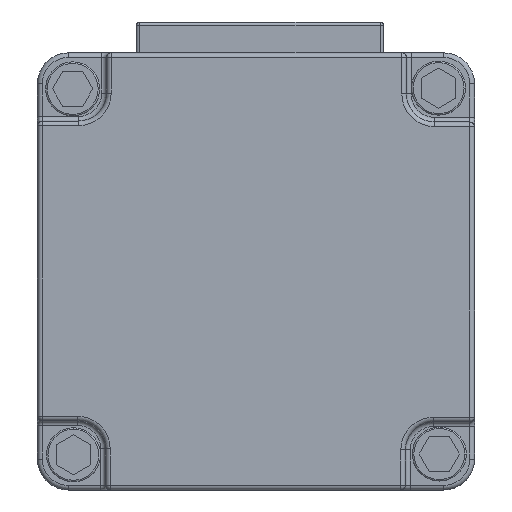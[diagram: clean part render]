
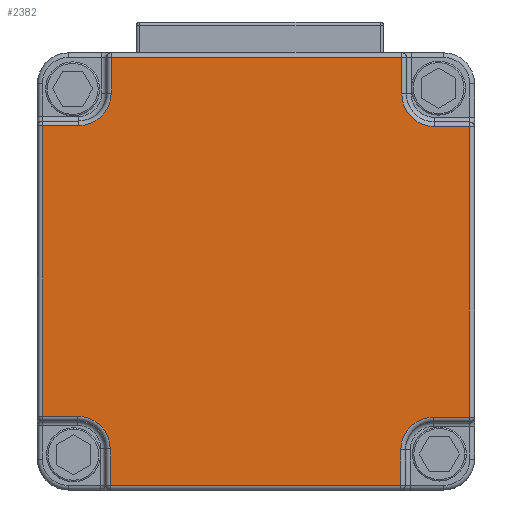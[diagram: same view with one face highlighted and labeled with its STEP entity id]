
A CAD part, left-side view. The second image highlights one B-rep face of the part: STEP entity #2382.
In plain terms, the highlighted planar face has unit normal (-1, 0, 0).
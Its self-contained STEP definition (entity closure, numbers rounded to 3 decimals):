
#1=DIRECTION('',(0.,-1.,0.));
#2=VECTOR('',#1,18.82);
#3=CARTESIAN_POINT('',(0.,9.44,-13.85));
#4=LINE('',#3,#2);
#5=DIRECTION('',(0.,0.,-1.));
#6=VECTOR('',#5,2.36);
#7=CARTESIAN_POINT('',(0.,9.44,-11.49));
#8=LINE('',#7,#6);
#9=CARTESIAN_POINT('',(0.,11.55,-11.49));
#10=DIRECTION('',(1.,0.,0.));
#11=DIRECTION('',(0.,0.,1.));
#12=AXIS2_PLACEMENT_3D('',#9,#10,#11);
#14=DIRECTION('',(0.,-1.,0.));
#15=VECTOR('',#14,2.3);
#16=CARTESIAN_POINT('',(0.,13.85,-9.38));
#17=LINE('',#16,#15);
#18=DIRECTION('',(0.,0.,-1.));
#19=VECTOR('',#18,18.82);
#20=CARTESIAN_POINT('',(0.,13.85,9.44));
#21=LINE('',#20,#19);
#22=DIRECTION('',(0.,1.,0.));
#23=VECTOR('',#22,2.36);
#24=CARTESIAN_POINT('',(0.,11.49,9.44));
#25=LINE('',#24,#23);
#26=CARTESIAN_POINT('',(0.,11.49,11.55));
#27=DIRECTION('',(1.,0.,0.));
#28=DIRECTION('',(0.,-1.,0.));
#29=AXIS2_PLACEMENT_3D('',#26,#27,#28);
#31=DIRECTION('',(0.,0.,-1.));
#32=VECTOR('',#31,2.3);
#33=CARTESIAN_POINT('',(0.,9.38,13.85));
#34=LINE('',#33,#32);
#35=DIRECTION('',(0.,1.,0.));
#36=VECTOR('',#35,18.82);
#37=CARTESIAN_POINT('',(0.,-9.44,13.85));
#38=LINE('',#37,#36);
#39=DIRECTION('',(0.,0.,1.));
#40=VECTOR('',#39,2.36);
#41=CARTESIAN_POINT('',(0.,-9.44,11.49));
#42=LINE('',#41,#40);
#43=CARTESIAN_POINT('',(0.,-11.55,11.49));
#44=DIRECTION('',(1.,0.,0.));
#45=DIRECTION('',(0.,0.,-1.));
#46=AXIS2_PLACEMENT_3D('',#43,#44,#45);
#48=DIRECTION('',(0.,1.,0.));
#49=VECTOR('',#48,2.3);
#50=CARTESIAN_POINT('',(0.,-13.85,9.38));
#51=LINE('',#50,#49);
#52=DIRECTION('',(0.,0.,1.));
#53=VECTOR('',#52,18.82);
#54=CARTESIAN_POINT('',(0.,-13.85,-9.44));
#55=LINE('',#54,#53);
#56=DIRECTION('',(0.,-1.,0.));
#57=VECTOR('',#56,2.36);
#58=CARTESIAN_POINT('',(0.,-11.49,-9.44));
#59=LINE('',#58,#57);
#60=CARTESIAN_POINT('',(0.,-11.49,-11.55));
#61=DIRECTION('',(1.,0.,0.));
#62=DIRECTION('',(0.,1.,0.));
#63=AXIS2_PLACEMENT_3D('',#60,#61,#62);
#65=DIRECTION('',(0.,0.,1.));
#66=VECTOR('',#65,2.3);
#67=CARTESIAN_POINT('',(0.,-9.38,-13.85));
#68=LINE('',#67,#66);
#2023=CARTESIAN_POINT('',(0.,9.44,-13.85));
#2024=CARTESIAN_POINT('',(0.,-9.38,-13.85));
#2025=VERTEX_POINT('',#2023);
#2026=VERTEX_POINT('',#2024);
#2031=CARTESIAN_POINT('',(0.,-9.38,-11.55));
#2032=VERTEX_POINT('',#2031);
#2035=CARTESIAN_POINT('',(0.,-11.49,-9.44));
#2036=VERTEX_POINT('',#2035);
#2039=CARTESIAN_POINT('',(0.,-13.85,-9.44));
#2040=VERTEX_POINT('',#2039);
#2045=CARTESIAN_POINT('',(0.,-13.85,9.38));
#2046=VERTEX_POINT('',#2045);
#2051=CARTESIAN_POINT('',(0.,-11.55,9.38));
#2052=VERTEX_POINT('',#2051);
#2055=CARTESIAN_POINT('',(0.,-9.44,11.49));
#2056=VERTEX_POINT('',#2055);
#2059=CARTESIAN_POINT('',(0.,-9.44,13.85));
#2060=VERTEX_POINT('',#2059);
#2065=CARTESIAN_POINT('',(0.,9.38,13.85));
#2066=VERTEX_POINT('',#2065);
#2071=CARTESIAN_POINT('',(0.,9.38,11.55));
#2072=VERTEX_POINT('',#2071);
#2075=CARTESIAN_POINT('',(0.,11.49,9.44));
#2076=VERTEX_POINT('',#2075);
#2079=CARTESIAN_POINT('',(0.,13.85,9.44));
#2080=VERTEX_POINT('',#2079);
#2085=CARTESIAN_POINT('',(0.,13.85,-9.38));
#2086=VERTEX_POINT('',#2085);
#2091=CARTESIAN_POINT('',(0.,11.55,-9.38));
#2092=VERTEX_POINT('',#2091);
#2095=CARTESIAN_POINT('',(0.,9.44,-11.49));
#2096=VERTEX_POINT('',#2095);
#2343=CARTESIAN_POINT('',(0.,0.,0.));
#2344=DIRECTION('',(1.,0.,0.));
#2345=DIRECTION('',(0.,-1.,0.));
#2346=AXIS2_PLACEMENT_3D('',#2343,#2344,#2345);
#2347=PLANE('',#2346);
#2349=ORIENTED_EDGE('',*,*,#2348,.F.);
#2351=ORIENTED_EDGE('',*,*,#2350,.F.);
#2353=ORIENTED_EDGE('',*,*,#2352,.F.);
#2355=ORIENTED_EDGE('',*,*,#2354,.F.);
#2357=ORIENTED_EDGE('',*,*,#2356,.F.);
#2359=ORIENTED_EDGE('',*,*,#2358,.F.);
#2361=ORIENTED_EDGE('',*,*,#2360,.F.);
#2363=ORIENTED_EDGE('',*,*,#2362,.F.);
#2365=ORIENTED_EDGE('',*,*,#2364,.F.);
#2367=ORIENTED_EDGE('',*,*,#2366,.F.);
#2369=ORIENTED_EDGE('',*,*,#2368,.F.);
#2371=ORIENTED_EDGE('',*,*,#2370,.F.);
#2373=ORIENTED_EDGE('',*,*,#2372,.F.);
#2375=ORIENTED_EDGE('',*,*,#2374,.F.);
#2377=ORIENTED_EDGE('',*,*,#2376,.F.);
#2379=ORIENTED_EDGE('',*,*,#2378,.F.);
#2380=EDGE_LOOP('',(#2349,#2351,#2353,#2355,#2357,#2359,#2361,#2363,#2365,#2367,
#2369,#2371,#2373,#2375,#2377,#2379));
#2381=FACE_OUTER_BOUND('',#2380,.F.);
#13=CIRCLE('',#12,2.11);
#30=CIRCLE('',#29,2.11);
#47=CIRCLE('',#46,2.11);
#64=CIRCLE('',#63,2.11);
#2348=EDGE_CURVE('',#2025,#2026,#4,.T.);
#2350=EDGE_CURVE('',#2096,#2025,#8,.T.);
#2352=EDGE_CURVE('',#2092,#2096,#13,.T.);
#2354=EDGE_CURVE('',#2086,#2092,#17,.T.);
#2356=EDGE_CURVE('',#2080,#2086,#21,.T.);
#2358=EDGE_CURVE('',#2076,#2080,#25,.T.);
#2360=EDGE_CURVE('',#2072,#2076,#30,.T.);
#2362=EDGE_CURVE('',#2066,#2072,#34,.T.);
#2364=EDGE_CURVE('',#2060,#2066,#38,.T.);
#2366=EDGE_CURVE('',#2056,#2060,#42,.T.);
#2368=EDGE_CURVE('',#2052,#2056,#47,.T.);
#2370=EDGE_CURVE('',#2046,#2052,#51,.T.);
#2372=EDGE_CURVE('',#2040,#2046,#55,.T.);
#2374=EDGE_CURVE('',#2036,#2040,#59,.T.);
#2376=EDGE_CURVE('',#2032,#2036,#64,.T.);
#2378=EDGE_CURVE('',#2026,#2032,#68,.T.);
#2382=ADVANCED_FACE('',(#2381),#2347,.F.);
